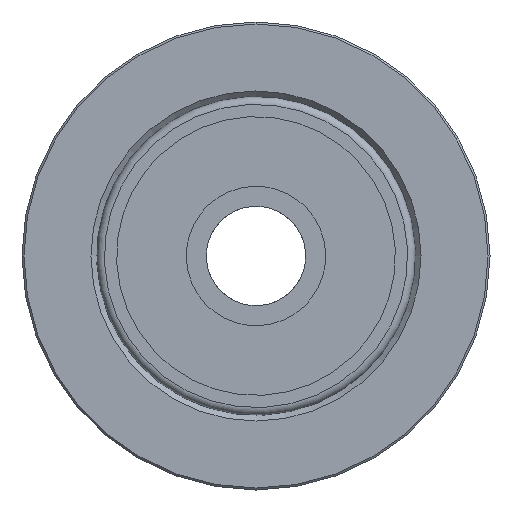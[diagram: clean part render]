
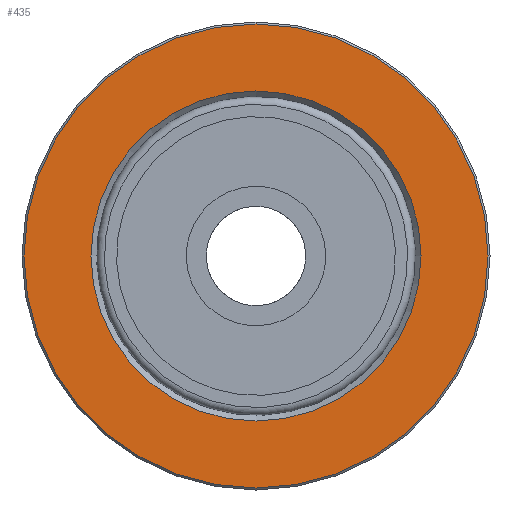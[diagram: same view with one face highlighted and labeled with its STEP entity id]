
A CAD part, front view. The second image highlights one B-rep face of the part: STEP entity #435.
In plain terms, the highlighted planar face has unit normal (0, -1, 0).
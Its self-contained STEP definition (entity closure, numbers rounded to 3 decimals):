
#86=FACE_BOUND($,#160,.T.);
#122=FACE_OUTER_BOUND($,#159,.T.);
#159=EDGE_LOOP($,(#345));
#160=EDGE_LOOP($,(#346));
#232=CIRCLE($,#480,11.65);
#233=CIRCLE($,#481,8.287);
#270=VERTEX_POINT($,#729);
#271=VERTEX_POINT($,#731);
#307=EDGE_CURVE($,#270,#270,#232,.T.);
#308=EDGE_CURVE($,#271,#271,#233,.T.);
#345=ORIENTED_EDGE($,*,*,#307,.F.);
#346=ORIENTED_EDGE($,*,*,#308,.T.);
#421=PLANE($,#479);
#435=ADVANCED_FACE($,(#122,#86),#421,.F.);
#479=AXIS2_PLACEMENT_3D($,#728,#563,#564);
#480=AXIS2_PLACEMENT_3D($,#730,#565,#566);
#481=AXIS2_PLACEMENT_3D($,#732,#567,#568);
#563=DIRECTION('center_axis',(0.,1.,0.));
#564=DIRECTION('ref_axis',(0.,0.,1.));
#565=DIRECTION('center_axis',(0.,1.,0.));
#566=DIRECTION('ref_axis',(0.,0.,-1.));
#567=DIRECTION('center_axis',(0.,1.,0.));
#568=DIRECTION('ref_axis',(1.,0.,0.));
#728=CARTESIAN_POINT('Origin',(0.,-3.75,0.));
#729=CARTESIAN_POINT('',(0.,-3.75,11.65));
#730=CARTESIAN_POINT('Origin',(0.,-3.75,0.));
#731=CARTESIAN_POINT('',(-8.287,-3.75,0.));
#732=CARTESIAN_POINT('Origin',(0.,-3.75,0.));
